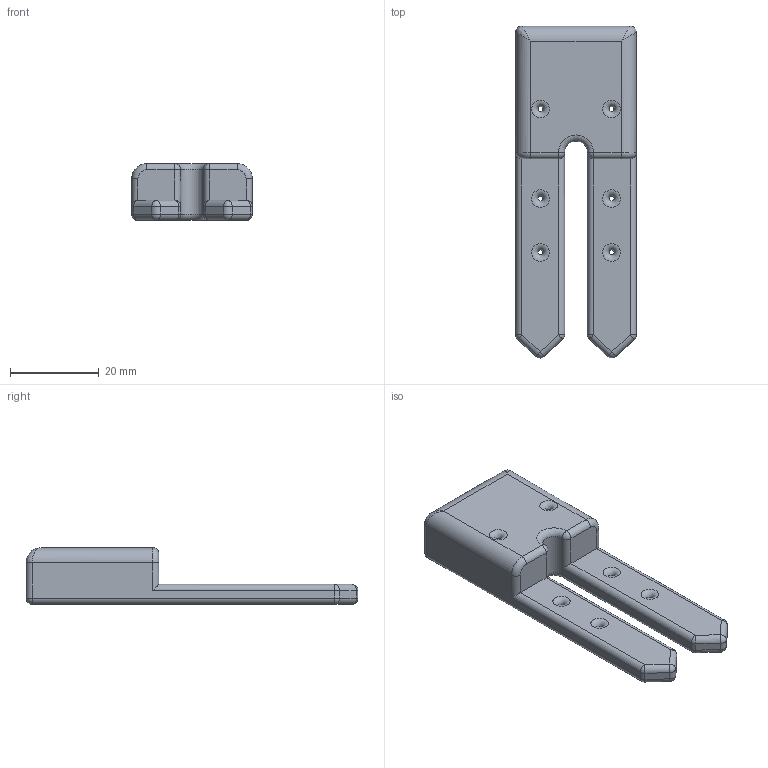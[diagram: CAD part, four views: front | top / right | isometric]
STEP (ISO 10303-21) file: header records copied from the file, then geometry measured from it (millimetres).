
FILE_DESCRIPTION(('FreeCAD Model'),'2;1');
FILE_NAME( 'sensor.step', '2015-05-21T16:18:52',('Author'),(''), 'Open CASCADE STEP processor 6.8','FreeCAD','Unknown');
FILE_SCHEMA(('AUTOMOTIVE_DESIGN_CC2 { 1 2 10303 214 -1 1 5 4 }'));
Length unit declared in the file: millimetre
Products named in the file (1): Offset
Bounding box: 27.13 x 74.6 x 12.76 mm (x, y, z)
Surface area: 5399.6 mm2 (no closed solid volume)
Topology: 0 solids, 1 shells, 90 faces, 188 edges, 98 vertices
Faces by surface type: cylinder 41, sphere 16, torus 16, plane 15, bspline 2
Full cylindrical faces by diameter (mm): 1.15 x6
Entity records: 5404 total; most frequent: CARTESIAN_POINT 1505, DIRECTION 775, LINE 378, VECTOR 378, ORIENTED_EDGE 372, PCURVE 372, DEFINITIONAL_REPRESENTATION 372, AXIS2_PLACEMENT_3D 193
